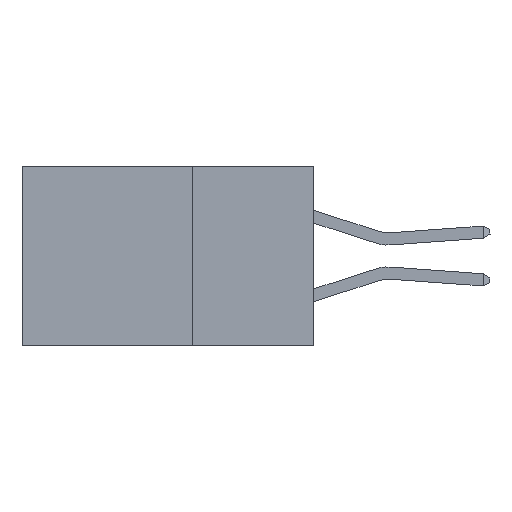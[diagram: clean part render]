
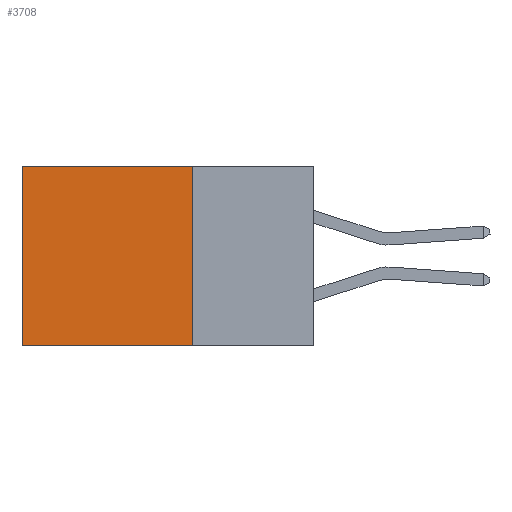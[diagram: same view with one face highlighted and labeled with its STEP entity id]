
A CAD part, left-side view. The second image highlights one B-rep face of the part: STEP entity #3708.
In plain terms, the highlighted planar face has unit normal (-1, 0, 0).
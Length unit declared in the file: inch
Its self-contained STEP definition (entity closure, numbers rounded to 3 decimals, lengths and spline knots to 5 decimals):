
#61 = FACE_OUTER_BOUND ( 'NONE', #8780, .T. ) ;
#407 = VECTOR ( 'NONE', #9643, 39.37008 ) ;
#507 = VECTOR ( 'NONE', #8955, 39.37008 ) ;
#1048 = CARTESIAN_POINT ( 'NONE',  ( 0.2875, 0.25, 0. ) ) ;
#1497 = CARTESIAN_POINT ( 'NONE',  ( 0.2875, 0.25, 0. ) ) ;
#1525 = ORIENTED_EDGE ( 'NONE', *, *, #8886, .T. ) ;
#1547 = VERTEX_POINT ( 'NONE', #1497 ) ;
#1670 = VERTEX_POINT ( 'NONE', #3466 ) ;
#1957 = VECTOR ( 'NONE', #7864, 39.37008 ) ;
#2406 = ORIENTED_EDGE ( 'NONE', *, *, #2653, .F. ) ;
#2653 = EDGE_CURVE ( 'NONE', #7151, #1670, #2735, .T. ) ;
#2735 = LINE ( 'NONE', #8985, #9939 ) ;
#2823 = CARTESIAN_POINT ( 'NONE',  ( 0.2875, 0.25, -0.37 ) ) ;
#3307 = CARTESIAN_POINT ( 'NONE',  ( 0.2875, 0.6, 0. ) ) ;
#3349 = VERTEX_POINT ( 'NONE', #3307 ) ;
#3466 = CARTESIAN_POINT ( 'NONE',  ( 0.2875, 0.6, -0.37 ) ) ;
#3708 = ADVANCED_FACE ( 'NONE', ( #61 ), #6225, .F. ) ;
#3869 = EDGE_CURVE ( 'NONE', #1547, #7151, #6513, .T. ) ;
#4293 = DIRECTION ( 'NONE',  ( 0., 1., 0. ) ) ;
#4367 = CARTESIAN_POINT ( 'NONE',  ( 0.2875, 0.25, 0. ) ) ;
#4552 = CARTESIAN_POINT ( 'NONE',  ( 0.2875, 0.25, 0. ) ) ;
#4793 = LINE ( 'NONE', #7906, #1957 ) ;
#5083 = ORIENTED_EDGE ( 'NONE', *, *, #6613, .T. ) ;
#6225 = PLANE ( 'NONE',  #8912 ) ;
#6513 = LINE ( 'NONE', #1048, #407 ) ;
#6533 = LINE ( 'NONE', #4367, #507 ) ;
#6613 = EDGE_CURVE ( 'NONE', #3349, #1670, #4793, .T. ) ;
#7151 = VERTEX_POINT ( 'NONE', #2823 ) ;
#7864 = DIRECTION ( 'NONE',  ( 0., 0., -1. ) ) ;
#7906 = CARTESIAN_POINT ( 'NONE',  ( 0.2875, 0.6, 0. ) ) ;
#8540 = DIRECTION ( 'NONE',  ( 0., 0., -1. ) ) ;
#8780 = EDGE_LOOP ( 'NONE', ( #5083, #2406, #9681, #1525 ) ) ;
#8886 = EDGE_CURVE ( 'NONE', #1547, #3349, #6533, .T. ) ;
#8912 = AXIS2_PLACEMENT_3D ( 'NONE', #4552, #9291, #8540 ) ;
#8955 = DIRECTION ( 'NONE',  ( 0., 1., 0. ) ) ;
#8985 = CARTESIAN_POINT ( 'NONE',  ( 0.2875, 0.25, -0.37 ) ) ;
#9291 = DIRECTION ( 'NONE',  ( 1., 0., 0. ) ) ;
#9643 = DIRECTION ( 'NONE',  ( 0., 0., -1. ) ) ;
#9681 = ORIENTED_EDGE ( 'NONE', *, *, #3869, .F. ) ;
#9939 = VECTOR ( 'NONE', #4293, 39.37008 ) ;
